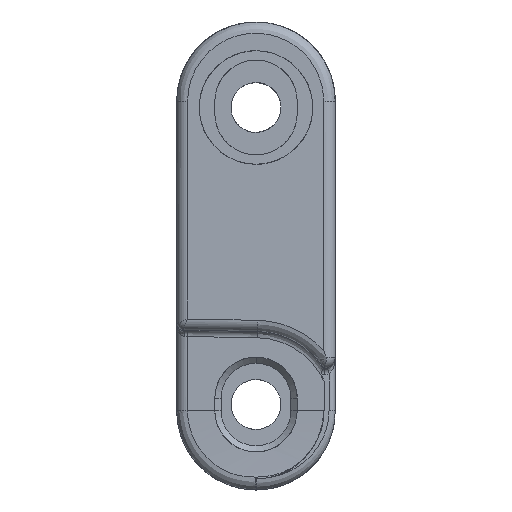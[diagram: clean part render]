
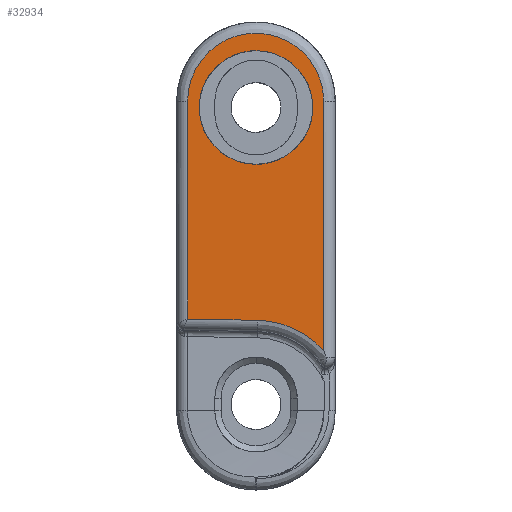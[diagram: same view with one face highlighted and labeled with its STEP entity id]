
A CAD part, left-side view. The second image highlights one B-rep face of the part: STEP entity #32934.
In plain terms, the highlighted planar face has unit normal (-0.999, 0.035, 0).
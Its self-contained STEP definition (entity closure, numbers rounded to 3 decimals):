
#325 = CARTESIAN_POINT ( 'NONE',  ( -95.429, -12.591, -5.258 ) ) ;
#669 = CARTESIAN_POINT ( 'NONE',  ( -95.211, -6.35, 7.35 ) ) ;
#840 = ORIENTED_EDGE ( 'NONE', *, *, #30948, .F. ) ;
#1319 = DIRECTION ( 'NONE',  ( 0.035, 0.999, 0.017 ) ) ;
#2201 = FACE_BOUND ( 'NONE', #58869, .T. ) ;
#2212 = VERTEX_POINT ( 'NONE', #50052 ) ;
#2323 = VERTEX_POINT ( 'NONE', #26576 ) ;
#2537 = PLANE ( 'NONE',  #14619 ) ;
#3955 = CARTESIAN_POINT ( 'NONE',  ( -95.4, -11.769, -7.568 ) ) ;
#5567 = CARTESIAN_POINT ( 'NONE',  ( -95.02, -0.869, 23.3 ) ) ;
#6637 = VERTEX_POINT ( 'NONE', #58201 ) ;
#9227 =( BOUNDED_CURVE ( )  B_SPLINE_CURVE ( 3, ( #56522, #5567, #36527, #52126 ),
 .UNSPECIFIED., .F., .T. ) 
 B_SPLINE_CURVE_WITH_KNOTS ( ( 4, 4 ),
 ( 0., 3.142 ),
 .UNSPECIFIED. ) 
 CURVE ( )  GEOMETRIC_REPRESENTATION_ITEM ( )  RATIONAL_B_SPLINE_CURVE ( ( 1., 0.333, 0.333, 1. ) ) 
 REPRESENTATION_ITEM ( '' )  );
#9534 = EDGE_CURVE ( 'NONE', #30279, #2212, #66647, .T. ) ;
#10285 = VERTEX_POINT ( 'NONE', #16188 ) ;
#11178 = CARTESIAN_POINT ( 'NONE',  ( -95.211, -6.35, 16.45 ) ) ;
#12731 = CARTESIAN_POINT ( 'NONE',  ( -95.529, -15.45, 7.35 ) ) ;
#13827 = VECTOR ( 'NONE', #51366, 1000. ) ;
#14619 = AXIS2_PLACEMENT_3D ( 'NONE', #54499, #53820, #58925 ) ;
#14872 = CARTESIAN_POINT ( 'NONE',  ( -95.352, -10.385, -6.04 ) ) ;
#15537 = CARTESIAN_POINT ( 'NONE',  ( -95.287, -8.508, -5.187 ) ) ;
#16042 = VERTEX_POINT ( 'NONE', #3955 ) ;
#16188 = CARTESIAN_POINT ( 'NONE',  ( -95.215, -6.447, -5.151 ) ) ;
#16277 = VERTEX_POINT ( 'NONE', #44595 ) ;
#17925 = VECTOR ( 'NONE', #20662, 1000. ) ;
#18825 = FACE_OUTER_BOUND ( 'NONE', #27845, .T. ) ;
#19974 = LINE ( 'NONE', #20318, #17925 ) ;
#20112 = CARTESIAN_POINT ( 'NONE',  ( -95.02, -0.869, 18.8 ) ) ;
#20318 = CARTESIAN_POINT ( 'NONE',  ( -95.4, -11.769, 18.8 ) ) ;
#20662 = DIRECTION ( 'NONE',  ( 0., 0., -1. ) ) ;
#20857 = EDGE_CURVE ( 'NONE', #10285, #2212, #62792, .T. ) ;
#26576 = CARTESIAN_POINT ( 'NONE',  ( -95.4, -11.769, 12.4 ) ) ;
#27845 = EDGE_LOOP ( 'NONE', ( #65878, #55812, #50215, #840, #43493 ) ) ;
#27993 =( BOUNDED_CURVE ( )  B_SPLINE_CURVE ( 3, ( #669, #42461, #63138, #11178 ),
 .UNSPECIFIED., .F., .F. ) 
 B_SPLINE_CURVE_WITH_KNOTS ( ( 4, 4 ),
 ( 4.712, 7.854 ),
 .UNSPECIFIED. ) 
 CURVE ( )  GEOMETRIC_REPRESENTATION_ITEM ( )  RATIONAL_B_SPLINE_CURVE ( ( 1., 0.333, 0.333, 1. ) ) 
 REPRESENTATION_ITEM ( '' )  );
#28695 = EDGE_CURVE ( 'NONE', #30279, #2323, #9227, .T. ) ;
#30064 = EDGE_CURVE ( 'NONE', #16042, #10285, #44951, .T. ) ;
#30279 = VERTEX_POINT ( 'NONE', #51141 ) ;
#30948 = EDGE_CURVE ( 'NONE', #2323, #16042, #19974, .T. ) ;
#32934 = ADVANCED_FACE ( 'NONE', ( #18825, #2201 ), #2537, .T. ) ;
#33951 = VECTOR ( 'NONE', #1319, 1000. ) ;
#34864 =( BOUNDED_CURVE ( )  B_SPLINE_CURVE ( 3, ( #55182, #59614, #12731, #39284 ),
 .UNSPECIFIED., .F., .F. ) 
 B_SPLINE_CURVE_WITH_KNOTS ( ( 4, 4 ),
 ( 1.571, 4.712 ),
 .UNSPECIFIED. ) 
 CURVE ( )  GEOMETRIC_REPRESENTATION_ITEM ( )  RATIONAL_B_SPLINE_CURVE ( ( 1., 0.333, 0.333, 1. ) ) 
 REPRESENTATION_ITEM ( '' )  );
#35646 = CARTESIAN_POINT ( 'NONE',  ( -95.215, -6.447, -5.151 ) ) ;
#36527 = CARTESIAN_POINT ( 'NONE',  ( -95.4, -11.769, 23.3 ) ) ;
#39284 = CARTESIAN_POINT ( 'NONE',  ( -95.211, -6.35, 7.35 ) ) ;
#40751 = CARTESIAN_POINT ( 'NONE',  ( -95.4, -11.769, -7.568 ) ) ;
#42461 = CARTESIAN_POINT ( 'NONE',  ( -94.893, 2.75, 7.35 ) ) ;
#42870 = EDGE_CURVE ( 'NONE', #6637, #16277, #34864, .T. ) ;
#43493 = ORIENTED_EDGE ( 'NONE', *, *, #28695, .F. ) ;
#44595 = CARTESIAN_POINT ( 'NONE',  ( -95.211, -6.35, 7.35 ) ) ;
#44951 =( BOUNDED_CURVE ( )  B_SPLINE_CURVE ( 3, ( #40751, #14872, #15537, #35646 ),
 .UNSPECIFIED., .F., .T. ) 
 B_SPLINE_CURVE_WITH_KNOTS ( ( 4, 4 ),
 ( 3.877, 4.695 ),
 .UNSPECIFIED. ) 
 CURVE ( )  GEOMETRIC_REPRESENTATION_ITEM ( )  RATIONAL_B_SPLINE_CURVE ( ( 1., 0.945, 0.945, 1. ) ) 
 REPRESENTATION_ITEM ( '' )  );
#45639 = ORIENTED_EDGE ( 'NONE', *, *, #42870, .T. ) ;
#50052 = CARTESIAN_POINT ( 'NONE',  ( -95.02, -0.869, -5.054 ) ) ;
#50215 = ORIENTED_EDGE ( 'NONE', *, *, #30064, .F. ) ;
#51141 = CARTESIAN_POINT ( 'NONE',  ( -95.02, -0.869, 12.4 ) ) ;
#51366 = DIRECTION ( 'NONE',  ( 0., 0., -1. ) ) ;
#52126 = CARTESIAN_POINT ( 'NONE',  ( -95.4, -11.769, 12.4 ) ) ;
#53820 = DIRECTION ( 'NONE',  ( -0.999, 0.035, 0. ) ) ;
#54499 = CARTESIAN_POINT ( 'NONE',  ( -95.433, -12.7, 1. ) ) ;
#55182 = CARTESIAN_POINT ( 'NONE',  ( -95.211, -6.35, 16.45 ) ) ;
#55811 = ORIENTED_EDGE ( 'NONE', *, *, #60805, .T. ) ;
#55812 = ORIENTED_EDGE ( 'NONE', *, *, #20857, .F. ) ;
#56522 = CARTESIAN_POINT ( 'NONE',  ( -95.02, -0.869, 12.4 ) ) ;
#58201 = CARTESIAN_POINT ( 'NONE',  ( -95.211, -6.35, 16.45 ) ) ;
#58869 = EDGE_LOOP ( 'NONE', ( #55811, #45639 ) ) ;
#58925 = DIRECTION ( 'NONE',  ( -0.035, -0.999, 0. ) ) ;
#59614 = CARTESIAN_POINT ( 'NONE',  ( -95.529, -15.45, 16.45 ) ) ;
#60805 = EDGE_CURVE ( 'NONE', #16277, #6637, #27993, .T. ) ;
#62792 = LINE ( 'NONE', #325, #33951 ) ;
#63138 = CARTESIAN_POINT ( 'NONE',  ( -94.893, 2.75, 16.45 ) ) ;
#65878 = ORIENTED_EDGE ( 'NONE', *, *, #9534, .T. ) ;
#66647 = LINE ( 'NONE', #20112, #13827 ) ;
